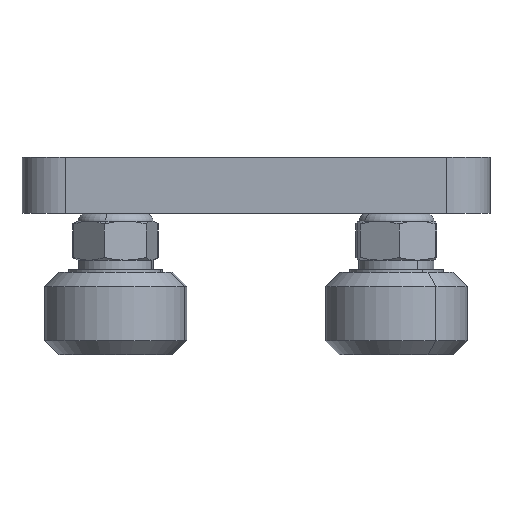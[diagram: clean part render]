
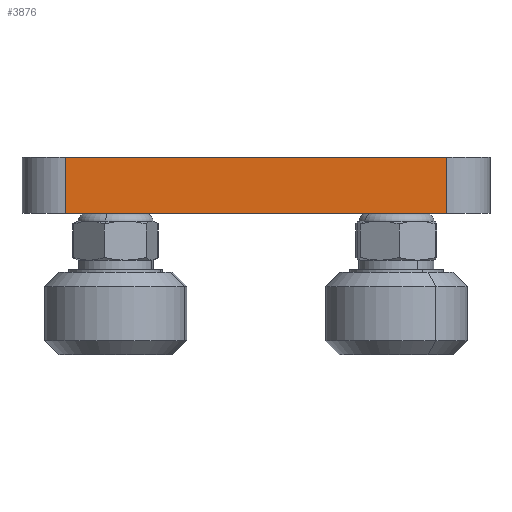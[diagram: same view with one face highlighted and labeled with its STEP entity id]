
A CAD part, front view. The second image highlights one B-rep face of the part: STEP entity #3876.
In plain terms, the highlighted planar face has unit normal (0, -1, 0).
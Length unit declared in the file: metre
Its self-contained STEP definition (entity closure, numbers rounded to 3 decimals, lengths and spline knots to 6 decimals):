
#79 = VECTOR ( 'NONE', #8481, 1. ) ;
#245 = CARTESIAN_POINT ( 'NONE',  ( 0.035871, -0.01185, 0.019061 ) ) ;
#685 = CARTESIAN_POINT ( 'NONE',  ( 0.035871, -0.01185, 0.019061 ) ) ;
#698 = EDGE_CURVE ( 'NONE', #1775, #10918, #12715, .T. ) ;
#836 = ORIENTED_EDGE ( 'NONE', *, *, #8490, .F. ) ;
#1328 = CARTESIAN_POINT ( 'NONE',  ( -0.004859, -0.01185, 0.019061 ) ) ;
#1669 = PLANE ( 'NONE',  #8560 ) ;
#1775 = VERTEX_POINT ( 'NONE', #15057 ) ;
#2576 = VECTOR ( 'NONE', #16092, 1. ) ;
#3342 = LINE ( 'NONE', #685, #13897 ) ;
#3546 = EDGE_CURVE ( 'NONE', #1775, #9642, #11637, .T. ) ;
#3738 = VERTEX_POINT ( 'NONE', #5378 ) ;
#3876 = ADVANCED_FACE ( 'NONE', ( #6323 ), #1669, .F. ) ;
#4790 = DIRECTION ( 'NONE',  ( 0., 1., 0. ) ) ;
#5159 = CARTESIAN_POINT ( 'NONE',  ( -0.004859, -0.01185, 0.013061 ) ) ;
#5378 = CARTESIAN_POINT ( 'NONE',  ( 0.035871, -0.01185, 0.013061 ) ) ;
#6323 = FACE_OUTER_BOUND ( 'NONE', #18053, .T. ) ;
#7150 = DIRECTION ( 'NONE',  ( 0., 0., -1. ) ) ;
#8481 = DIRECTION ( 'NONE',  ( 1., 0., 0. ) ) ;
#8490 = EDGE_CURVE ( 'NONE', #10918, #3738, #3342, .T. ) ;
#8560 = AXIS2_PLACEMENT_3D ( 'NONE', #245, #4790, #16192 ) ;
#8845 = VECTOR ( 'NONE', #7150, 1. ) ;
#9642 = VERTEX_POINT ( 'NONE', #5159 ) ;
#10360 = CARTESIAN_POINT ( 'NONE',  ( 0.035871, -0.01185, 0.013061 ) ) ;
#10798 = CARTESIAN_POINT ( 'NONE',  ( 0.035871, -0.01185, 0.019061 ) ) ;
#10918 = VERTEX_POINT ( 'NONE', #10798 ) ;
#11416 = ORIENTED_EDGE ( 'NONE', *, *, #698, .F. ) ;
#11637 = LINE ( 'NONE', #1328, #8845 ) ;
#12183 = ORIENTED_EDGE ( 'NONE', *, *, #3546, .T. ) ;
#12715 = LINE ( 'NONE', #17281, #79 ) ;
#13439 = LINE ( 'NONE', #10360, #2576 ) ;
#13897 = VECTOR ( 'NONE', #18094, 1. ) ;
#15057 = CARTESIAN_POINT ( 'NONE',  ( -0.004859, -0.01185, 0.019061 ) ) ;
#15361 = EDGE_CURVE ( 'NONE', #9642, #3738, #13439, .T. ) ;
#15530 = ORIENTED_EDGE ( 'NONE', *, *, #15361, .T. ) ;
#16092 = DIRECTION ( 'NONE',  ( 1., 0., 0. ) ) ;
#16192 = DIRECTION ( 'NONE',  ( 1., 0., 0. ) ) ;
#17281 = CARTESIAN_POINT ( 'NONE',  ( 0.035871, -0.01185, 0.019061 ) ) ;
#18053 = EDGE_LOOP ( 'NONE', ( #15530, #836, #11416, #12183 ) ) ;
#18094 = DIRECTION ( 'NONE',  ( 0., 0., -1. ) ) ;
